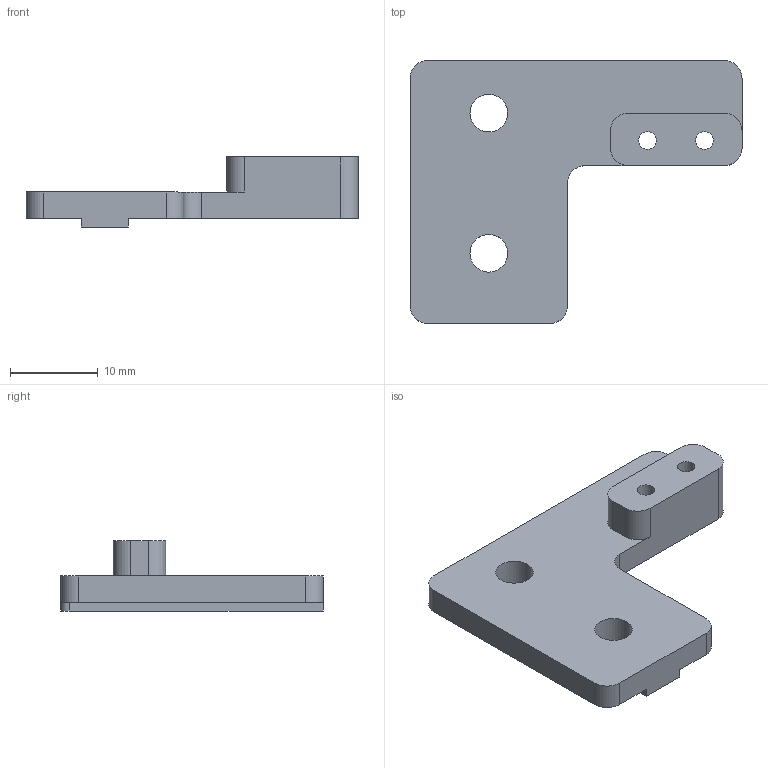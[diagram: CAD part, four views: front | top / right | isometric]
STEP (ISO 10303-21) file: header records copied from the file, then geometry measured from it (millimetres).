
FILE_DESCRIPTION(/* description */ (''),/* implementation_level */ '2;1');
FILE_NAME(/* name */ 'Y endstop mount.step',/* time_stamp */ '2024-07-29T07:06:58+08:00',/* author */ (''),/* organization */ (''),/* preprocessor_version */ 'ST-DEVELOPER v20',/* originating_system */ 'Autodesk Translation Framework v13.14.0.145',/* authorisation */ '');
FILE_SCHEMA (('AUTOMOTIVE_DESIGN { 1 0 10303 214 3 1 1 }'));
Length unit declared in the file: millimetre
Products named in the file (1): Y endstop mount
Bounding box: 37.91 x 30 x 8 mm (x, y, z)
Volume: 2674.1 mm3; surface area: 2292.6 mm2
Topology: 1 solids, 1 shells, 30 faces, 84 edges, 56 vertices
Faces by surface type: cylinder 15, plane 15
Full cylindrical faces by diameter (mm): 2 x2, 4.3 x2
Entity records: 1027 total; most frequent: DIRECTION 176, CARTESIAN_POINT 171, ORIENTED_EDGE 168, EDGE_CURVE 84, AXIS2_PLACEMENT_3D 61, VERTEX_POINT 56, LINE 54, VECTOR 54
